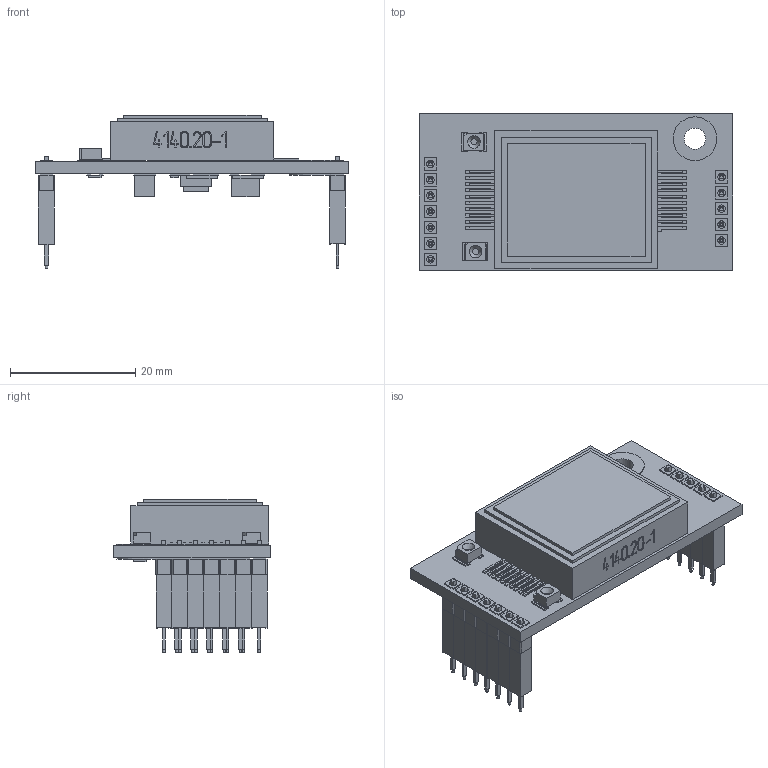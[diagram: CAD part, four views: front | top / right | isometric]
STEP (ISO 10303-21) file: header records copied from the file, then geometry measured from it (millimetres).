
FILE_DESCRIPTION(('STEP AP214'), '1');
FILE_NAME('ìîäóëü ñâÿçü RS', '2018-03-21T13:28:41', ('UNSPECIFIED'), ('UNSPECIFIED'), 'ASCON STEP Converter 1.3', 'ASCON Math Kernel', '');
FILE_SCHEMA(('AUTOMOTIVE_DESIGN { 1 0 10303 214 3 1 1}'));
Length unit declared in the file: millimetre
Products named in the file (11): 101Ð6.0136.81-1230; User Library-PLS-2
Assembly tree (40 placements, depth 3):
  (unnamed)
    101Ð6.0136.81-1230
      (unnamed)
      (unnamed)
      (unnamed)  x2
      (unnamed)  x2
      (unnamed)
      (unnamed)  x2
      (unnamed)  x6
      User Library-PLS-2  x12
    (unnamed)  x12
Bounding box: 50 x 25 x 24.46 mm (x, y, z)
Volume: 7511.7 mm3; surface area: 7705 mm2
Topology: 51 solids, 51 shells, 1769 faces, 4471 edges, 2922 vertices
Faces by surface type: plane 1560, cylinder 207, cone 2
Full cylindrical faces by diameter (mm): 0.42 x12, 0.622 x12, 1.2 x12, 3.4 x1
Entity records: 41263 total; most frequent: CARTESIAN_POINT 5627, ORIENTED_EDGE 5440, DIRECTION 5236, EDGE_CURVE 2720, LINE 2342, VECTOR 2342, VERTEX_POINT 1818, AXIS2_PLACEMENT_3D 1447
